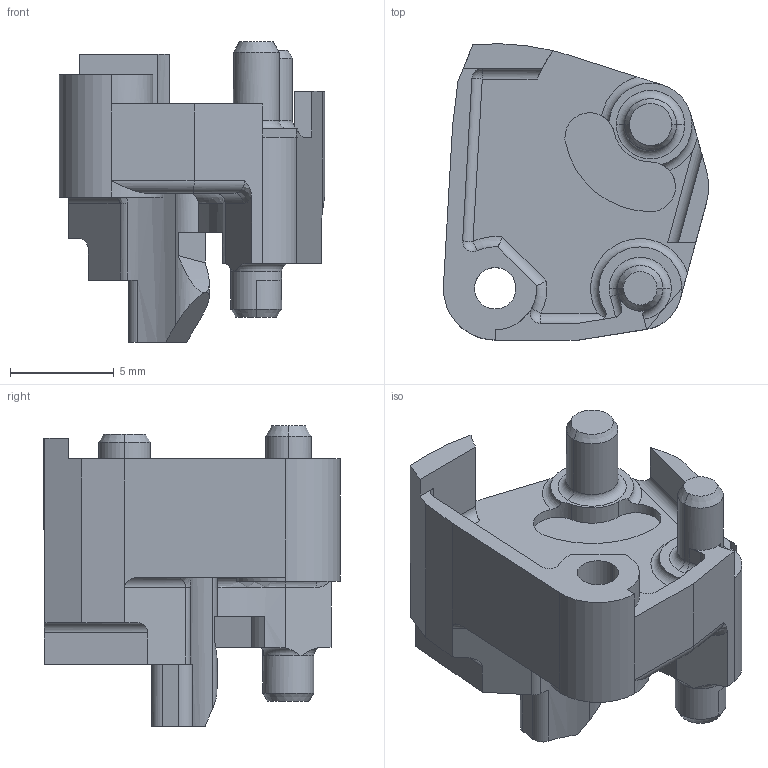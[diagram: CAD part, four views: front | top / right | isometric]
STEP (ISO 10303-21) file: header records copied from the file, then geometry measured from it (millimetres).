
FILE_DESCRIPTION((''),'2;1');
FILE_NAME('PLATINE','2015-02-26T',('SESA69708'),('Schneider-Electric'),'PRO/ENGINEER BY PARAMETRIC TECHNOLOGY CORPORATION, 2012420','PRO/ENGINEER BY PARAMETRIC TECHNOLOGY CORPORATION, 2012420','');
FILE_SCHEMA(('CONFIG_CONTROL_DESIGN'));
Length unit declared in the file: millimetre
Products named in the file (1): PLATINE
Bounding box: 12.8 x 14.3 x 14.5 mm (x, y, z)
Volume: 698.4 mm3; surface area: 949.3 mm2
Topology: 1 solids, 1 shells, 174 faces, 487 edges, 309 vertices
Faces by surface type: plane 77, cylinder 60, torus 18, cone 8, sphere 7, bspline 4
Entity records: 5942 total; most frequent: CARTESIAN_POINT 1450, ORIENTED_EDGE 960, DIRECTION 933, EDGE_CURVE 480, AXIS2_PLACEMENT_3D 348, VERTEX_POINT 309, VECTOR 237, LINE 237
